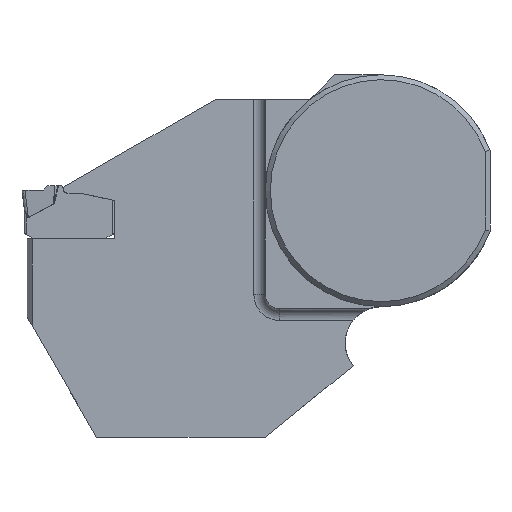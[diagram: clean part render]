
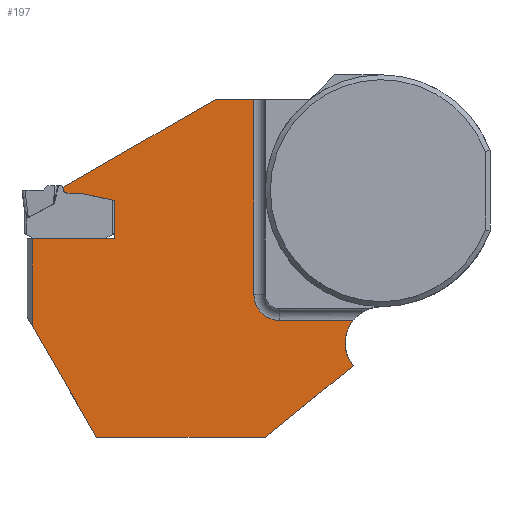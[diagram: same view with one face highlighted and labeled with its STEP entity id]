
A CAD part, top view. The second image highlights one B-rep face of the part: STEP entity #197.
In plain terms, the highlighted planar face has unit normal (0, 0, 1).
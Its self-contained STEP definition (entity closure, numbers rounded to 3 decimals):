
#82=CIRCLE('',#1678,5.);
#83=CIRCLE('',#1679,3.6);
#84=CIRCLE('',#1680,0.448);
#85=CIRCLE('',#1681,1.);
#197=ADVANCED_FACE('SF1',(#323),#253,.T.);
#253=PLANE('',#1682);
#323=FACE_OUTER_BOUND('',#402,.T.);
#402=EDGE_LOOP('',(#702,#703,#704,#705,#706,#707,#708,#709,#710,#711,#712,
#713,#714,#715,#716,#717,#718));
#702=ORIENTED_EDGE('',*,*,#1157,.T.);
#703=ORIENTED_EDGE('',*,*,#1158,.T.);
#704=ORIENTED_EDGE('',*,*,#1154,.T.);
#705=ORIENTED_EDGE('',*,*,#1159,.T.);
#706=ORIENTED_EDGE('',*,*,#1160,.T.);
#707=ORIENTED_EDGE('',*,*,#1161,.T.);
#708=ORIENTED_EDGE('',*,*,#1162,.T.);
#709=ORIENTED_EDGE('',*,*,#1163,.T.);
#710=ORIENTED_EDGE('',*,*,#1164,.T.);
#711=ORIENTED_EDGE('',*,*,#1165,.T.);
#712=ORIENTED_EDGE('',*,*,#1166,.T.);
#713=ORIENTED_EDGE('',*,*,#1167,.F.);
#714=ORIENTED_EDGE('',*,*,#1168,.T.);
#715=ORIENTED_EDGE('',*,*,#1169,.T.);
#716=ORIENTED_EDGE('',*,*,#1170,.T.);
#717=ORIENTED_EDGE('',*,*,#1171,.T.);
#718=ORIENTED_EDGE('',*,*,#1172,.T.);
#966=VERTEX_POINT('',#3879);
#967=VERTEX_POINT('',#3880);
#968=VERTEX_POINT('',#3885);
#969=VERTEX_POINT('',#3886);
#970=VERTEX_POINT('',#3889);
#971=VERTEX_POINT('',#3891);
#972=VERTEX_POINT('',#3893);
#973=VERTEX_POINT('',#3895);
#974=VERTEX_POINT('',#3897);
#975=VERTEX_POINT('',#3899);
#976=VERTEX_POINT('',#3901);
#977=VERTEX_POINT('',#3903);
#978=VERTEX_POINT('',#3905);
#979=VERTEX_POINT('',#3907);
#980=VERTEX_POINT('',#3909);
#981=VERTEX_POINT('',#3911);
#982=VERTEX_POINT('',#3913);
#1154=EDGE_CURVE('',#966,#967,#1310,.T.);
#1157=EDGE_CURVE('',#968,#969,#1313,.T.);
#1158=EDGE_CURVE('',#969,#966,#1314,.T.);
#1159=EDGE_CURVE('',#967,#970,#1315,.T.);
#1160=EDGE_CURVE('',#970,#971,#1316,.T.);
#1161=EDGE_CURVE('',#971,#972,#1317,.T.);
#1162=EDGE_CURVE('',#972,#973,#82,.T.);
#1163=EDGE_CURVE('',#973,#974,#1318,.T.);
#1164=EDGE_CURVE('',#974,#975,#83,.T.);
#1165=EDGE_CURVE('',#975,#976,#1319,.T.);
#1166=EDGE_CURVE('',#976,#977,#1320,.T.);
#1167=EDGE_CURVE('',#978,#977,#1321,.T.);
#1168=EDGE_CURVE('',#978,#979,#1322,.T.);
#1169=EDGE_CURVE('',#979,#980,#84,.T.);
#1170=EDGE_CURVE('',#980,#981,#1323,.T.);
#1171=EDGE_CURVE('',#981,#982,#85,.T.);
#1172=EDGE_CURVE('',#982,#968,#1324,.T.);
#1310=LINE('',#3878,#1447);
#1313=LINE('',#3884,#1450);
#1314=LINE('',#3887,#1451);
#1315=LINE('',#3888,#1452);
#1316=LINE('',#3890,#1453);
#1317=LINE('',#3892,#1454);
#1318=LINE('',#3896,#1455);
#1319=LINE('',#3900,#1456);
#1320=LINE('',#3902,#1457);
#1321=LINE('',#3904,#1458);
#1322=LINE('',#3906,#1459);
#1323=LINE('',#3910,#1460);
#1324=LINE('',#3914,#1461);
#1447=VECTOR('',#1888,1.);
#1450=VECTOR('',#1893,1.);
#1451=VECTOR('',#1894,1.);
#1452=VECTOR('',#1895,1.);
#1453=VECTOR('',#1896,1.);
#1454=VECTOR('',#1897,1.);
#1455=VECTOR('',#1900,1.);
#1456=VECTOR('',#1903,1.);
#1457=VECTOR('',#1904,1.);
#1458=VECTOR('',#1905,1.);
#1459=VECTOR('',#1906,1.);
#1460=VECTOR('',#1909,1.);
#1461=VECTOR('',#1912,1.);
#1678=AXIS2_PLACEMENT_3D('',#3894,#1898,#1899);
#1679=AXIS2_PLACEMENT_3D('',#3898,#1901,#1902);
#1680=AXIS2_PLACEMENT_3D('',#3908,#1907,#1908);
#1681=AXIS2_PLACEMENT_3D('',#3912,#1910,#1911);
#1682=AXIS2_PLACEMENT_3D('',#3915,#1913,#1914);
#1888=DIRECTION('',(0.,-1.,0.));
#1893=DIRECTION('',(0.,-1.,0.));
#1894=DIRECTION('',(-1.,0.,0.));
#1895=DIRECTION('',(0.5,-0.866,0.));
#1896=DIRECTION('',(1.,0.,0.));
#1897=DIRECTION('',(0.776,0.631,0.));
#1898=DIRECTION('',(0.,0.,-1.));
#1899=DIRECTION('',(1.,0.,0.));
#1900=DIRECTION('',(-1.,0.,0.));
#1901=DIRECTION('',(0.,0.,-1.));
#1902=DIRECTION('',(1.,0.,0.));
#1903=DIRECTION('',(0.,1.,0.));
#1904=DIRECTION('',(-1.,0.,0.));
#1905=DIRECTION('',(0.866,0.5,0.));
#1906=DIRECTION('',(0.342,-0.94,0.));
#1907=DIRECTION('',(0.,0.,1.));
#1908=DIRECTION('',(1.,0.,0.));
#1909=DIRECTION('',(1.,0.,0.));
#1910=DIRECTION('',(0.,0.,-1.));
#1911=DIRECTION('',(1.,0.,0.));
#1912=DIRECTION('',(0.978,-0.208,0.));
#1913=DIRECTION('',(0.,0.,1.));
#1914=DIRECTION('',(1.,0.,0.));
#3878=CARTESIAN_POINT('',(-48.2,-35.,-9.325));
#3879=CARTESIAN_POINT('',(-48.2,-6.612,-9.325));
#3880=CARTESIAN_POINT('',(-48.2,-18.612,-9.325));
#3884=CARTESIAN_POINT('',(-36.85,-35.,-9.325));
#3885=CARTESIAN_POINT('',(-36.85,-1.329,-9.325));
#3886=CARTESIAN_POINT('',(-36.85,-6.612,-9.325));
#3887=CARTESIAN_POINT('',(-48.2,-6.612,-9.325));
#3888=CARTESIAN_POINT('',(-39.316,-34.,-9.325));
#3889=CARTESIAN_POINT('',(-39.316,-34.,-9.325));
#3890=CARTESIAN_POINT('',(-16.,-34.,-9.325));
#3891=CARTESIAN_POINT('',(-16.,-34.,-9.325));
#3892=CARTESIAN_POINT('',(-3.88,-24.154,-9.325));
#3893=CARTESIAN_POINT('',(-3.88,-24.154,-9.325));
#3894=CARTESIAN_POINT('',(0.,-21.,-9.325));
#3895=CARTESIAN_POINT('',(-3.923,-17.9,-9.325));
#3896=CARTESIAN_POINT('',(15.,-17.9,-9.325));
#3897=CARTESIAN_POINT('',(-14.,-17.9,-9.325));
#3898=CARTESIAN_POINT('',(-14.,-14.3,-9.325));
#3899=CARTESIAN_POINT('',(-17.6,-14.3,-9.325));
#3900=CARTESIAN_POINT('',(-17.6,-35.,-9.325));
#3901=CARTESIAN_POINT('',(-17.6,12.6,-9.325));
#3902=CARTESIAN_POINT('',(-49.6,12.6,-9.325));
#3903=CARTESIAN_POINT('',(-22.926,12.6,-9.325));
#3904=CARTESIAN_POINT('',(-62.493,-10.244,-9.325));
#3905=CARTESIAN_POINT('',(-43.992,0.437,-9.325));
#3906=CARTESIAN_POINT('',(-33.095,-29.502,-9.325));
#3907=CARTESIAN_POINT('',(-43.829,-0.011,-9.325));
#3908=CARTESIAN_POINT('',(-43.407,0.143,-9.325));
#3909=CARTESIAN_POINT('',(-43.407,-0.306,-9.325));
#3910=CARTESIAN_POINT('',(-48.2,-0.306,-9.325));
#3911=CARTESIAN_POINT('',(-41.769,-0.306,-9.325));
#3912=CARTESIAN_POINT('',(-41.769,-1.306,-9.325));
#3913=CARTESIAN_POINT('',(-41.562,-0.328,-9.325));
#3914=CARTESIAN_POINT('',(-40.862,-0.476,-9.325));
#3915=CARTESIAN_POINT('',(-48.2,-35.,-9.325));
